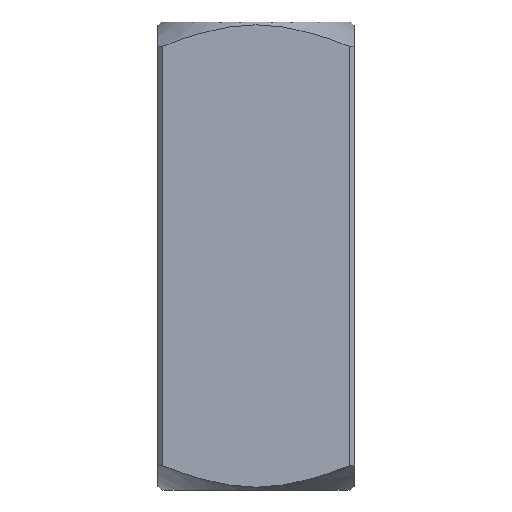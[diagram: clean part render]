
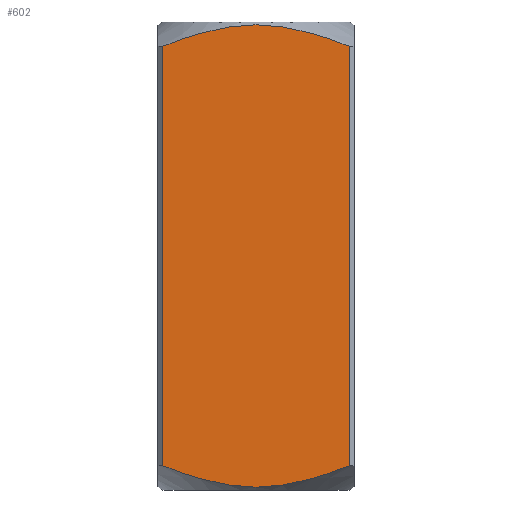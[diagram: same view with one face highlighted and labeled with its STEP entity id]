
A CAD part, front view. The second image highlights one B-rep face of the part: STEP entity #602.
In plain terms, the highlighted planar face has unit normal (0, -1, 0).
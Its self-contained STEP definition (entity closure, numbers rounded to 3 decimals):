
#16=(
BOUNDED_CURVE()
B_SPLINE_CURVE(2,(#1017,#1018,#1019),.UNSPECIFIED.,.F.,.F.)
B_SPLINE_CURVE_WITH_KNOTS((3,3),(7.776,12.419),
 .UNSPECIFIED.)
CURVE()
GEOMETRIC_REPRESENTATION_ITEM()
RATIONAL_B_SPLINE_CURVE((1.808,1.808,1.52))
REPRESENTATION_ITEM('')
);
#17=(
BOUNDED_CURVE()
B_SPLINE_CURVE(2,(#1022,#1023,#1024),.UNSPECIFIED.,.F.,.F.)
B_SPLINE_CURVE_WITH_KNOTS((3,3),(3.132,7.776),
 .UNSPECIFIED.)
CURVE()
GEOMETRIC_REPRESENTATION_ITEM()
RATIONAL_B_SPLINE_CURVE((1.52,1.808,1.808))
REPRESENTATION_ITEM('')
);
#24=(
BOUNDED_CURVE()
B_SPLINE_CURVE(2,(#1050,#1051,#1052),.UNSPECIFIED.,.F.,.F.)
B_SPLINE_CURVE_WITH_KNOTS((3,3),(3.132,7.776),
 .UNSPECIFIED.)
CURVE()
GEOMETRIC_REPRESENTATION_ITEM()
RATIONAL_B_SPLINE_CURVE((1.52,1.808,1.808))
REPRESENTATION_ITEM('')
);
#25=(
BOUNDED_CURVE()
B_SPLINE_CURVE(2,(#1054,#1055,#1056),.UNSPECIFIED.,.F.,.F.)
B_SPLINE_CURVE_WITH_KNOTS((3,3),(7.776,12.419),
 .UNSPECIFIED.)
CURVE()
GEOMETRIC_REPRESENTATION_ITEM()
RATIONAL_B_SPLINE_CURVE((1.808,1.808,1.52))
REPRESENTATION_ITEM('')
);
#89=LINE('',#1014,#115);
#91=LINE('',#1057,#117);
#115=VECTOR('',#850,10.);
#117=VECTOR('',#856,10.);
#156=FACE_OUTER_BOUND('',#191,.T.);
#191=EDGE_LOOP('',(#509,#510,#511,#512,#513,#514));
#283=VERTEX_POINT('',#1003);
#286=VERTEX_POINT('',#1010);
#287=VERTEX_POINT('',#1016);
#288=VERTEX_POINT('',#1021);
#294=VERTEX_POINT('',#1049);
#295=VERTEX_POINT('',#1053);
#361=EDGE_CURVE('',#286,#283,#89,.T.);
#362=EDGE_CURVE('',#287,#283,#16,.T.);
#364=EDGE_CURVE('',#288,#287,#17,.T.);
#371=EDGE_CURVE('',#286,#294,#24,.T.);
#372=EDGE_CURVE('',#294,#295,#25,.T.);
#373=EDGE_CURVE('',#288,#295,#91,.T.);
#509=ORIENTED_EDGE('',*,*,#361,.F.);
#510=ORIENTED_EDGE('',*,*,#371,.T.);
#511=ORIENTED_EDGE('',*,*,#372,.T.);
#512=ORIENTED_EDGE('',*,*,#373,.F.);
#513=ORIENTED_EDGE('',*,*,#364,.T.);
#514=ORIENTED_EDGE('',*,*,#362,.T.);
#572=PLANE('',#696);
#602=ADVANCED_FACE('',(#156),#572,.T.);
#696=AXIS2_PLACEMENT_3D('',#1048,#854,#855);
#850=DIRECTION('',(0.,0.,1.));
#854=DIRECTION('center_axis',(0.,-1.,0.));
#855=DIRECTION('ref_axis',(0.,0.,-1.));
#856=DIRECTION('',(0.,0.,-1.));
#1003=CARTESIAN_POINT('',(-28.5,-30.,135.564));
#1010=CARTESIAN_POINT('',(-28.5,-30.,7.436));
#1014=CARTESIAN_POINT('',(-28.5,-30.,0.));
#1016=CARTESIAN_POINT('',(0.,-30.,142.134));
#1017=CARTESIAN_POINT('Ctrl Pts',(0.,-30.,142.134));
#1018=CARTESIAN_POINT('Ctrl Pts',(-11.978,-30.,142.134));
#1019=CARTESIAN_POINT('Ctrl Pts',(-28.5,-30.,135.564));
#1021=CARTESIAN_POINT('',(28.5,-30.,135.564));
#1022=CARTESIAN_POINT('Ctrl Pts',(28.5,-30.,135.564));
#1023=CARTESIAN_POINT('Ctrl Pts',(11.978,-30.,142.134));
#1024=CARTESIAN_POINT('Ctrl Pts',(0.,-30.,142.134));
#1048=CARTESIAN_POINT('Origin',(30.,-30.,0.));
#1049=CARTESIAN_POINT('',(0.,-30.,0.866));
#1050=CARTESIAN_POINT('Ctrl Pts',(-28.5,-30.,7.436));
#1051=CARTESIAN_POINT('Ctrl Pts',(-11.978,-30.,0.866));
#1052=CARTESIAN_POINT('Ctrl Pts',(0.,-30.,0.866));
#1053=CARTESIAN_POINT('',(28.5,-30.,7.436));
#1054=CARTESIAN_POINT('Ctrl Pts',(0.,-30.,0.866));
#1055=CARTESIAN_POINT('Ctrl Pts',(11.978,-30.,0.866));
#1056=CARTESIAN_POINT('Ctrl Pts',(28.5,-30.,7.436));
#1057=CARTESIAN_POINT('',(28.5,-30.,0.));
